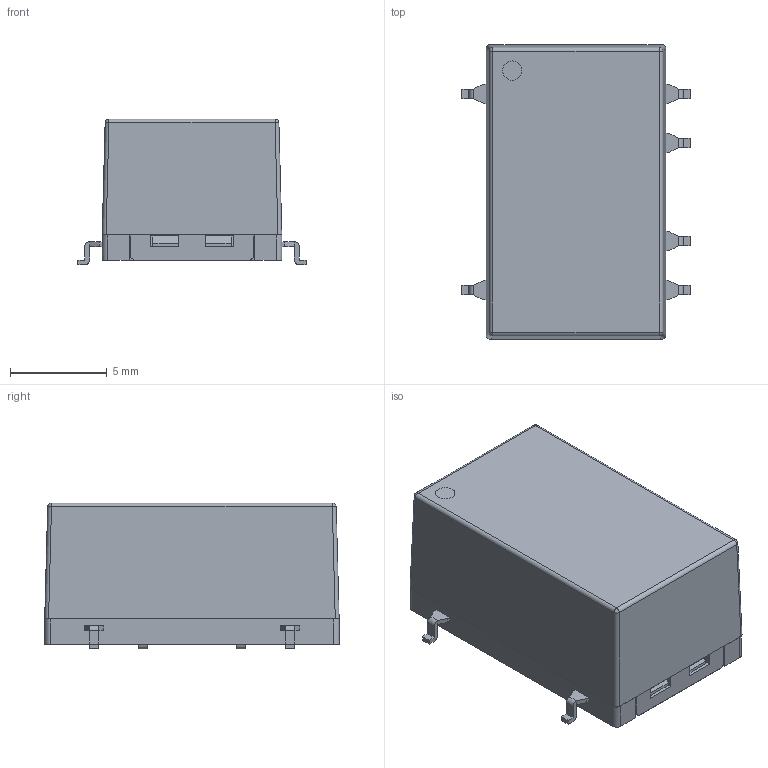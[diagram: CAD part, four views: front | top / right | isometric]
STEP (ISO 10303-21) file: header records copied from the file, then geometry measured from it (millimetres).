
FILE_DESCRIPTION((''),'2;1');
FILE_NAME('DCDC_TRACO_TSR1SM.stp','2014-11-26T14:07:05',(''),(''),'Mechanical Desktop 2011','Mechanical Desktop 2011',', , ');
FILE_SCHEMA(('AUTOMOTIVE_DESIGN { 1 2 10303 214 1 1 1 1 }'));
Length unit declared in the file: millimetre
Products named in the file (1): Product
Bounding box: 11.82 x 15.25 x 7.55 mm (x, y, z)
Volume: 1006.6 mm3; surface area: 694.3 mm2
Topology: 8 solids, 8 shells, 206 faces, 504 edges, 316 vertices
Faces by surface type: plane 163, cylinder 36, sphere 4, bspline 3
Entity records: 5983 total; most frequent: CARTESIAN_POINT 1036, ORIENTED_EDGE 1008, DIRECTION 986, EDGE_CURVE 504, VECTOR 430, LINE 430, VERTEX_POINT 316, AXIS2_PLACEMENT_3D 278
